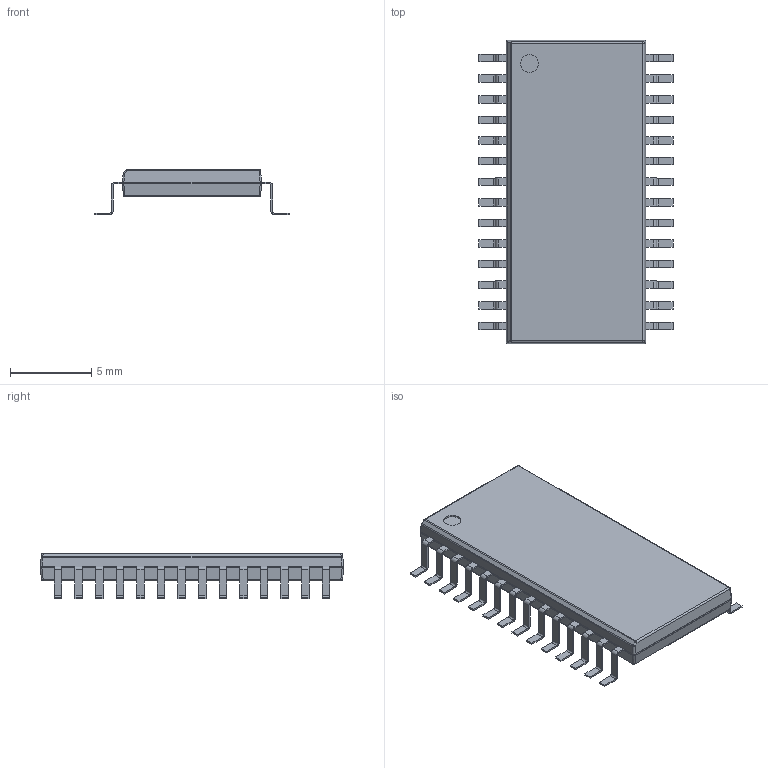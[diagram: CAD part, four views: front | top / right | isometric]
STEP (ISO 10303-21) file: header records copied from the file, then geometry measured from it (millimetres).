
FILE_DESCRIPTION(('Open CASCADE Model'),'2;1');
FILE_NAME('Open CASCADE Shape Model','2023-01-16T14:47:05',('Author'),( 'Open CASCADE'),'Open CASCADE STEP processor 7.5','Open CASCADE 7.5' ,'Unknown');
FILE_SCHEMA(('AUTOMOTIVE_DESIGN { 1 0 10303 214 1 1 1 1 }'));
Length unit declared in the file: millimetre
Products named in the file (7): PCB; Designator1; 5140587776; Open CASCADE STEP translator 7.5 18.1; Body; Open CASCADE STEP translator 7.5 18.2.1; Leader
Assembly tree (32 placements, depth 4):
  PCB
  Designator1
    5140587776
      Open CASCADE STEP translator 7.5 18.1
      Body
        Open CASCADE STEP translator 7.5 18.2.1
      Leader  x28
Bounding box: 11.97 x 18.7 x 2.79 mm (x, y, z)
Volume: 271.9 mm3; surface area: 511.2 mm2
Topology: 29 solids, 30 shells, 683 faces, 1370 edges, 737 vertices
Faces by surface type: plane 521, cylinder 144, sphere 10, bspline 8
Full cylindrical faces by diameter (mm): 1.075 x1
Entity records: 3219 total; most frequent: CARTESIAN_POINT 1215, DIRECTION 409, ORIENTED_EDGE 343, EDGE_CURVE 172, AXIS2_PLACEMENT_3D 155, LINE 99, VECTOR 99, FACE_BOUND 90
